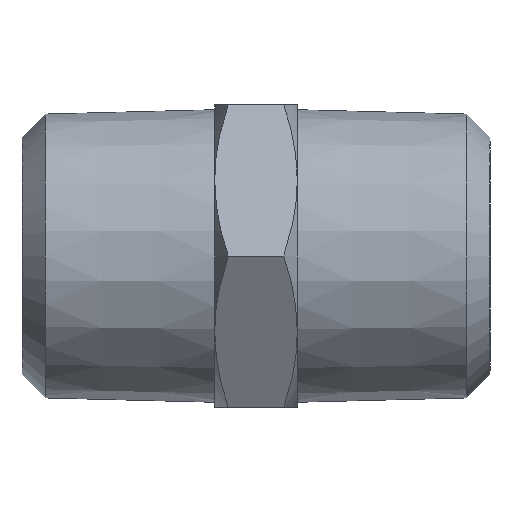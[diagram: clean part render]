
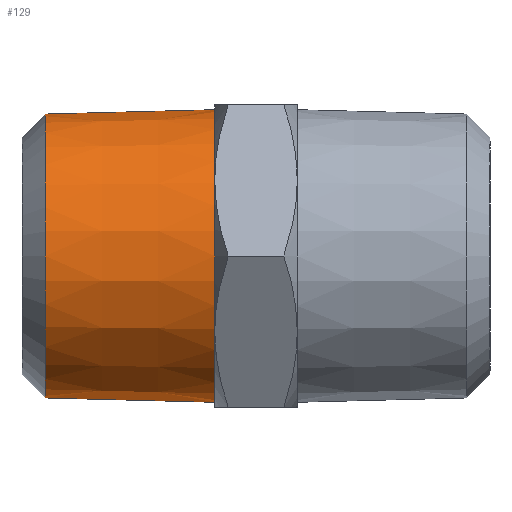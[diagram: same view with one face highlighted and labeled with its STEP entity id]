
A CAD part, left-side view. The second image highlights one B-rep face of the part: STEP entity #129.
In plain terms, the highlighted conical face has half-angle 1.47 degrees and reference radius 10.626 mm.
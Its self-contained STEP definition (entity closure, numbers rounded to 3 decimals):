
#53 = EDGE_CURVE ( 'NONE', #599, #597, #421, .T. ) ;
#54 = EDGE_CURVE ( 'NONE', #597, #598, #269, .T. ) ;
#55 = EDGE_CURVE ( 'NONE', #596, #598, #420, .T. ) ;
#56 = EDGE_CURVE ( 'NONE', #599, #596, #264, .T. ) ;
#129 = ADVANCED_FACE ( 'NONE', ( #390 ), #338, .T. ) ;
#262 = AXIS2_PLACEMENT_3D ( 'NONE', #849, #850, #851 ) ;
#263 = VECTOR ( 'NONE', #848, 1000. ) ;
#264 = CIRCLE ( 'NONE', #262, 10.311 ) ;
#265 = AXIS2_PLACEMENT_3D ( 'NONE', #844, #845, #846 ) ;
#266 = VECTOR ( 'NONE', #843, 1000. ) ;
#269 = CIRCLE ( 'NONE', #265, 10.626 ) ;
#336 = AXIS2_PLACEMENT_3D ( 'NONE', #740, #741, #742 ) ;
#338 = CONICAL_SURFACE ( 'NONE', #336, 10.626, 0.026 ) ;
#390 = FACE_OUTER_BOUND ( 'NONE', #564, .T. ) ;
#420 = LINE ( 'NONE', #847, #263 ) ;
#421 = LINE ( 'NONE', #842, #266 ) ;
#564 = EDGE_LOOP ( 'NONE', ( #656, #658, #657, #659 ) ) ;
#596 = VERTEX_POINT ( 'NONE', #745 ) ;
#597 = VERTEX_POINT ( 'NONE', #746 ) ;
#598 = VERTEX_POINT ( 'NONE', #747 ) ;
#599 = VERTEX_POINT ( 'NONE', #748 ) ;
#656 = ORIENTED_EDGE ( 'NONE', *, *, #56, .T. ) ;
#657 = ORIENTED_EDGE ( 'NONE', *, *, #54, .F. ) ;
#658 = ORIENTED_EDGE ( 'NONE', *, *, #55, .T. ) ;
#659 = ORIENTED_EDGE ( 'NONE', *, *, #53, .F. ) ;
#740 = CARTESIAN_POINT ( 'NONE',  ( 0., 3., 0. ) ) ;
#741 = DIRECTION ( 'NONE',  ( 0., -1., 0. ) ) ;
#742 = DIRECTION ( 'NONE',  ( 0., 0., 1. ) ) ;
#745 = CARTESIAN_POINT ( 'NONE',  ( 0., 15.3, -10.311 ) ) ;
#746 = CARTESIAN_POINT ( 'NONE',  ( 0., 3., 10.626 ) ) ;
#747 = CARTESIAN_POINT ( 'NONE',  ( 0., 3., -10.626 ) ) ;
#748 = CARTESIAN_POINT ( 'NONE',  ( 0., 15.3, 10.311 ) ) ;
#842 = CARTESIAN_POINT ( 'NONE',  ( 0., 3., 10.626 ) ) ;
#843 = DIRECTION ( 'NONE',  ( 0., -1., 0.026 ) ) ;
#844 = CARTESIAN_POINT ( 'NONE',  ( 0., 3., 0. ) ) ;
#845 = DIRECTION ( 'NONE',  ( 0., -1., 0. ) ) ;
#846 = DIRECTION ( 'NONE',  ( 0., 0., -1. ) ) ;
#847 = CARTESIAN_POINT ( 'NONE',  ( 0., 3., -10.626 ) ) ;
#848 = DIRECTION ( 'NONE',  ( 0., -1., -0.026 ) ) ;
#849 = CARTESIAN_POINT ( 'NONE',  ( 0., 15.3, 0. ) ) ;
#850 = DIRECTION ( 'NONE',  ( 0., -1., 0. ) ) ;
#851 = DIRECTION ( 'NONE',  ( 0., 0., -1. ) ) ;
